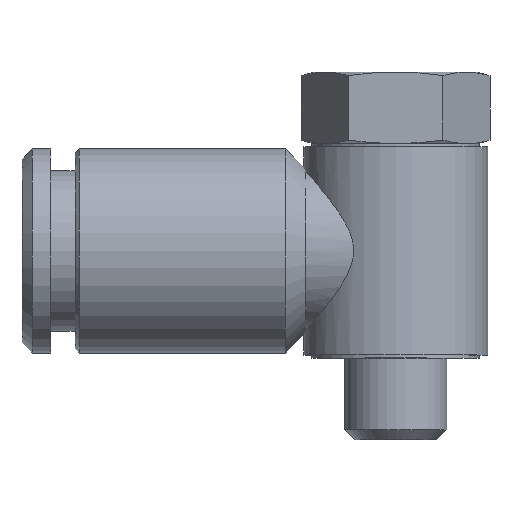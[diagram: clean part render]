
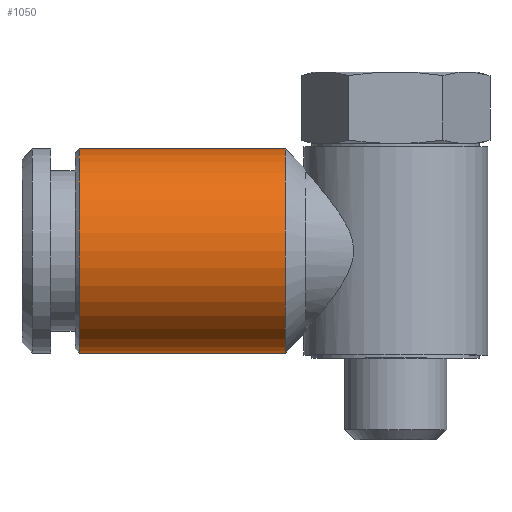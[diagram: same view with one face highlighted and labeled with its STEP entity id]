
A CAD part, top view. The second image highlights one B-rep face of the part: STEP entity #1050.
In plain terms, the highlighted cylindrical face has radius 5 mm (diameter 10 mm), a partial arc.
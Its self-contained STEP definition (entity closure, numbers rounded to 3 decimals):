
#424=CARTESIAN_POINT('',(-15.5,0.,0.));
#425=DIRECTION('',(1.,0.,0.));
#426=DIRECTION('',(0.,1.,0.));
#427=AXIS2_PLACEMENT_3D('',#424,#425,#426);
#429=CARTESIAN_POINT('',(-5.4,0.,0.));
#430=DIRECTION('',(1.,0.,0.));
#431=DIRECTION('',(0.,1.,0.));
#432=AXIS2_PLACEMENT_3D('',#429,#430,#431);
#434=DIRECTION('',(-1.,0.,0.));
#435=VECTOR('',#434,10.1);
#436=CARTESIAN_POINT('',(-5.4,5.,0.));
#437=LINE('',#436,#435);
#438=DIRECTION('',(-1.,0.,0.));
#439=VECTOR('',#438,10.1);
#440=CARTESIAN_POINT('',(-5.4,-5.,0.));
#441=LINE('',#440,#439);
#447=CARTESIAN_POINT('',(-5.4,5.,0.));
#448=CARTESIAN_POINT('',(-15.5,5.,0.));
#449=VERTEX_POINT('',#447);
#450=VERTEX_POINT('',#448);
#453=CARTESIAN_POINT('',(-5.4,-5.,0.));
#454=CARTESIAN_POINT('',(-15.5,-5.,0.));
#455=VERTEX_POINT('',#453);
#456=VERTEX_POINT('',#454);
#1037=CARTESIAN_POINT('',(-16.485,0.,0.));
#1038=DIRECTION('',(1.,0.,0.));
#1039=DIRECTION('',(0.,-1.,0.));
#1040=AXIS2_PLACEMENT_3D('',#1037,#1038,#1039);
#1041=CYLINDRICAL_SURFACE('',#1040,5.);
#1043=ORIENTED_EDGE('',*,*,#1042,.F.);
#1044=ORIENTED_EDGE('',*,*,#660,.T.);
#1046=ORIENTED_EDGE('',*,*,#1045,.T.);
#1047=ORIENTED_EDGE('',*,*,#1030,.F.);
#1048=EDGE_LOOP('',(#1043,#1044,#1046,#1047));
#1049=FACE_OUTER_BOUND('',#1048,.F.);
#1050=ADVANCED_FACE('',(#1049),#1041,.T.);
#428=CIRCLE('',#427,5.);
#433=CIRCLE('',#432,5.);
#660=EDGE_CURVE('',#449,#455,#433,.T.);
#1030=EDGE_CURVE('',#450,#456,#428,.T.);
#1042=EDGE_CURVE('',#449,#450,#437,.T.);
#1045=EDGE_CURVE('',#455,#456,#441,.T.);
